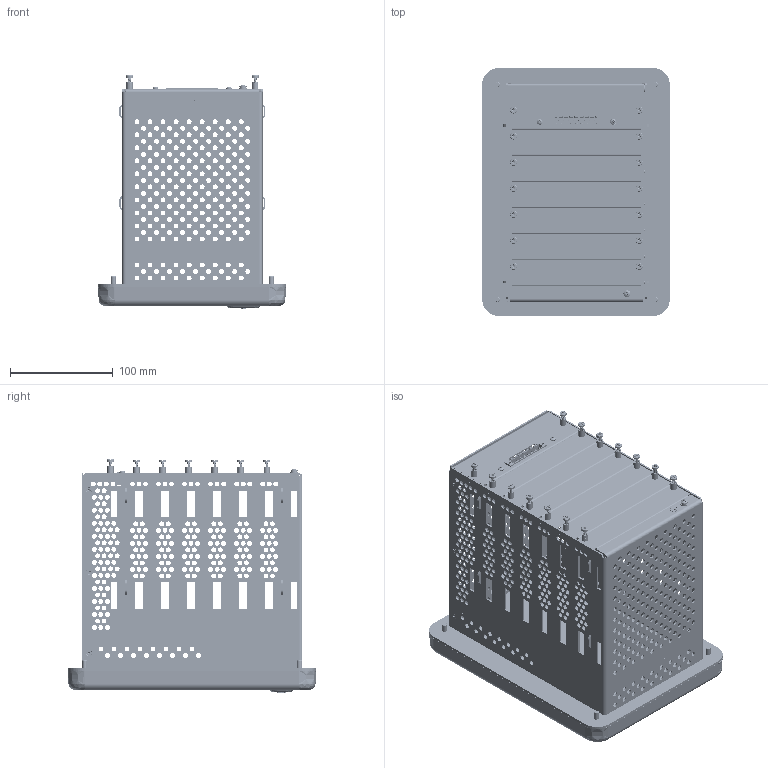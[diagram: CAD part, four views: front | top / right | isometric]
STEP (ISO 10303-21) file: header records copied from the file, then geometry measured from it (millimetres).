
FILE_DESCRIPTION(/* description */ (''),/* implementation_level */ '2;1');
FILE_NAME(/* name */ 'BE1- FLEX K Case.stp',/* time_stamp */ '2021-03-11T10:59:20-06:00',/* author */ ('adamw'),/* organization */ (''),/* preprocessor_version */ 'ST-DEVELOPER v17.2',/* originating_system */ 'Autodesk Inventor 2019',/* authorisation */ '');
FILE_SCHEMA (('AUTOMOTIVE_DESIGN { 1 0 10303 214 3 1 1 }'));
Products named in the file (1): BE1- FLEX K Case
Bounding box: 183.24 x 241.98 x 227.74 mm (x, y, z)
Volume: 1145558.7 mm3; surface area: 545757.4 mm2
Topology: 103 solids, 103 shells, 9687 faces, 26917 edges, 17938 vertices
Faces by surface type: plane 5331, cylinder 2136, bspline 1495, cone 626, torus 78, sphere 21
Full cylindrical faces by diameter (mm): 0.434 x1, 0.846 x1, 1.4 x8, 1.8 x2, 1.986 x36, 2.02 x20, 2.156 x28, 2.4 x2, 2.474 x39, 2.5 x2, 2.647 x1, 2.8 x7, 2.819 x6, 2.845 x68, 3.353 x2, 3.48 x2, 3.505 x42, 3.734 x6, 3.8 x6, 3.962 x1, 4.448 x2, 4.75 x1, 4.762 x911, 4.801 x4, 4.826 x14, 5.41 x4, 5.563 x2, 5.74 x4, 5.747 x1, 6.858 x1
Entity records: 392161 total; most frequent: CARTESIAN_POINT 136675, ORIENTED_EDGE 53674, DIRECTION 45462, EDGE_CURVE 26837, VERTEX_POINT 17938, LINE 16348, VECTOR 16348, AXIS2_PLACEMENT_3D 14557
